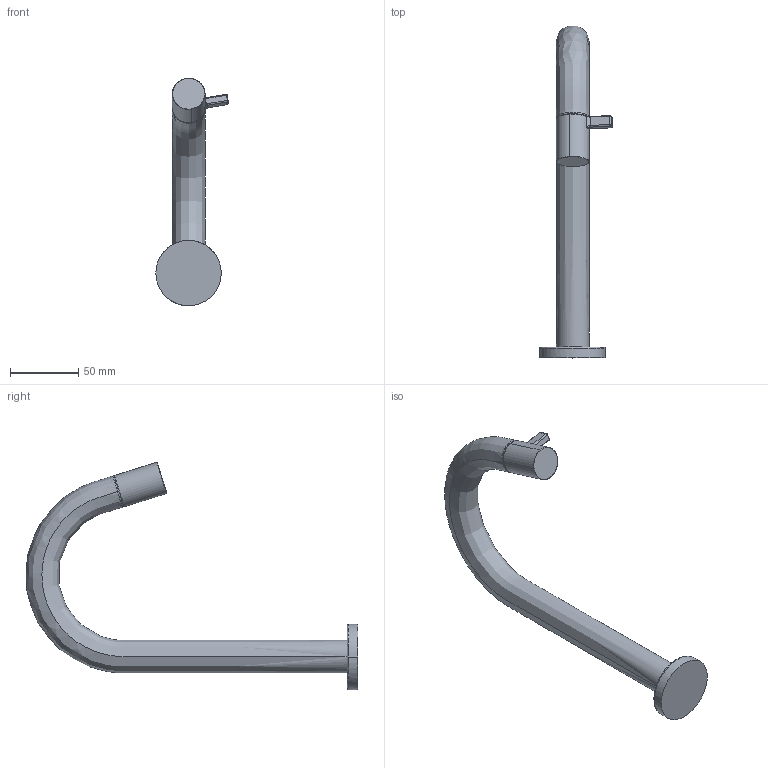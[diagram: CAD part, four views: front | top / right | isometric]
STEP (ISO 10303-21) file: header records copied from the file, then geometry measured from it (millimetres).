
FILE_DESCRIPTION (( 'STEP AP203' ), '1' );
FILE_NAME ('5091810133(2020).STEP', '2020-12-07T05:59:54', ( '' ), ( '' ), 'SwSTEP 2.0', 'SolidWorks 2016', '' );
FILE_SCHEMA (( 'CONFIG_CONTROL_DESIGN' ));
Length unit declared in the file: millimetre
Products named in the file (1): 5091810133(2020)
Bounding box: 53.04 x 243.71 x 167.09 mm (x, y, z)
Volume: 189170.7 mm3; surface area: 34085.2 mm2
Topology: 1 solids, 1 shells, 45 faces, 111 edges, 65 vertices
Faces by surface type: bspline 20, cylinder 16, plane 9
Entity records: 3669 total; most frequent: CARTESIAN_POINT 2685, ORIENTED_EDGE 214, DIRECTION 166, EDGE_CURVE 107, AXIS2_PLACEMENT_3D 70, VERTEX_POINT 65, EDGE_LOOP 46, FACE_OUTER_BOUND 45
